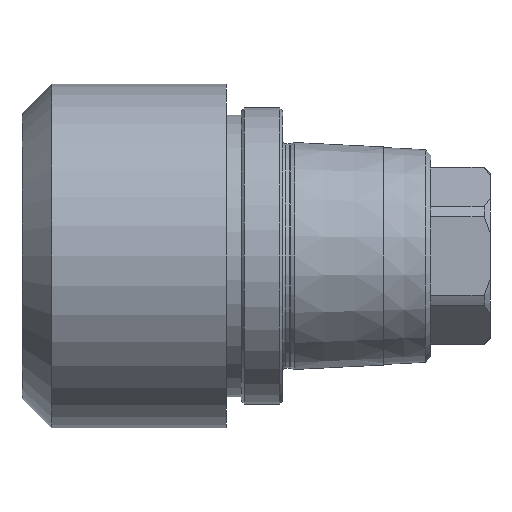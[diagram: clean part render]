
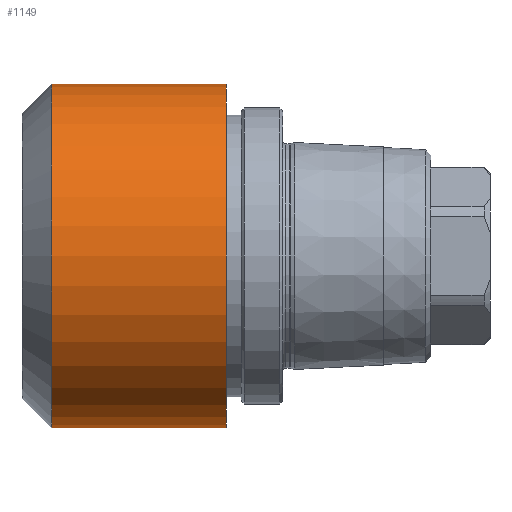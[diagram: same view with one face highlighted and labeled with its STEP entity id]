
A CAD part, left-side view. The second image highlights one B-rep face of the part: STEP entity #1149.
In plain terms, the highlighted cylindrical face has radius 29 mm (diameter 58 mm), a partial arc.
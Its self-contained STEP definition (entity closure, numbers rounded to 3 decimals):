
#11=DIRECTION('',(0.,-1.,0.));
#12=VECTOR('',#11,29.5);
#13=CARTESIAN_POINT('',(0.,39.,29.));
#14=LINE('',#13,#12);
#15=DIRECTION('',(0.,-1.,0.));
#16=VECTOR('',#15,29.5);
#17=CARTESIAN_POINT('',(0.,39.,-29.));
#18=LINE('',#17,#16);
#24=CARTESIAN_POINT('',(0.,9.5,0.));
#25=DIRECTION('',(0.,-1.,0.));
#26=DIRECTION('',(0.,0.,1.));
#27=AXIS2_PLACEMENT_3D('',#24,#25,#26);
#839=CARTESIAN_POINT('',(0.,39.,0.));
#840=DIRECTION('',(0.,-1.,0.));
#841=DIRECTION('',(0.,0.,1.));
#842=AXIS2_PLACEMENT_3D('',#839,#840,#841);
#985=CARTESIAN_POINT('',(0.,39.,29.));
#986=CARTESIAN_POINT('',(0.,39.,-29.));
#987=VERTEX_POINT('',#985);
#988=VERTEX_POINT('',#986);
#993=CARTESIAN_POINT('',(0.,9.5,-29.));
#994=VERTEX_POINT('',#993);
#995=CARTESIAN_POINT('',(0.,9.5,29.));
#996=VERTEX_POINT('',#995);
#1136=CARTESIAN_POINT('',(0.,45.85,0.));
#1137=DIRECTION('',(0.,-1.,0.));
#1138=DIRECTION('',(0.,0.,1.));
#1139=AXIS2_PLACEMENT_3D('',#1136,#1137,#1138);
#1140=CYLINDRICAL_SURFACE('',#1139,29.);
#1141=ORIENTED_EDGE('',*,*,#1126,.T.);
#1143=ORIENTED_EDGE('',*,*,#1142,.T.);
#1144=ORIENTED_EDGE('',*,*,#1129,.F.);
#1146=ORIENTED_EDGE('',*,*,#1145,.F.);
#1147=EDGE_LOOP('',(#1141,#1143,#1144,#1146));
#1148=FACE_OUTER_BOUND('',#1147,.F.);
#1149=ADVANCED_FACE('',(#1148),#1140,.T.);
#28=CIRCLE('',#27,29.);
#843=CIRCLE('',#842,29.);
#1126=EDGE_CURVE('',#987,#996,#14,.T.);
#1129=EDGE_CURVE('',#988,#994,#18,.T.);
#1142=EDGE_CURVE('',#996,#994,#28,.T.);
#1145=EDGE_CURVE('',#987,#988,#843,.T.);
